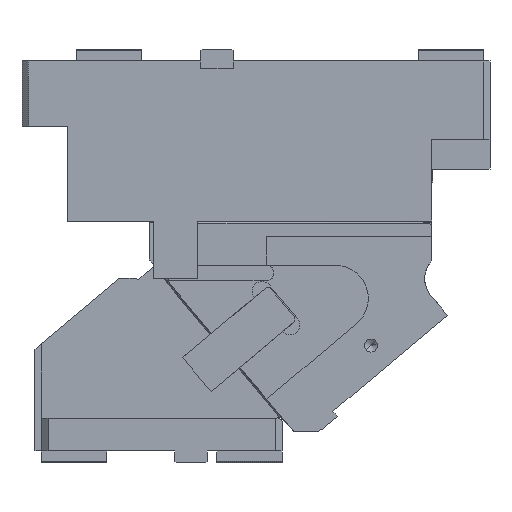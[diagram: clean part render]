
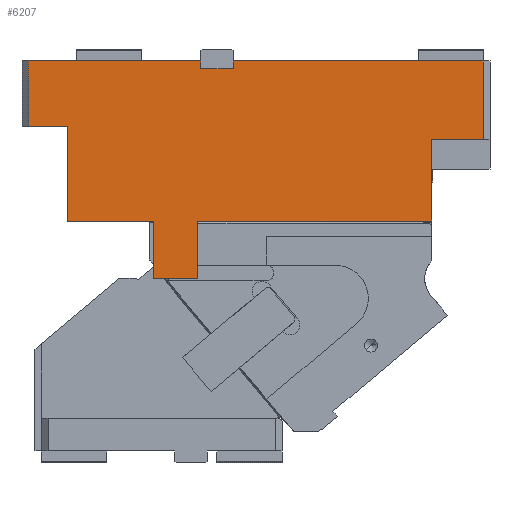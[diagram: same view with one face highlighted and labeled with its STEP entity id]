
A CAD part, front view. The second image highlights one B-rep face of the part: STEP entity #6207.
In plain terms, the highlighted planar face has unit normal (0, -1, 0).
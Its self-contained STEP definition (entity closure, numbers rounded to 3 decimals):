
#260=CARTESIAN_POINT('Vertex',(35.27,-82.5,-123.08)) ;
#265=CARTESIAN_POINT('Line Origine',(35.27,-82.5,-108.08)) ;
#269=CARTESIAN_POINT('Vertex',(35.27,-82.5,-93.08)) ;
#388=CARTESIAN_POINT('Vertex',(134.77,-82.5,-123.08)) ;
#393=CARTESIAN_POINT('Line Origine',(134.77,-82.5,-145.33)) ;
#397=CARTESIAN_POINT('Vertex',(134.77,-82.5,-167.58)) ;
#540=CARTESIAN_POINT('Line Origine',(35.135,-82.5,-93.08)) ;
#544=CARTESIAN_POINT('Vertex',(35.,-82.5,-93.08)) ;
#769=CARTESIAN_POINT('Vertex',(35.,-82.5,-50.)) ;
#772=CARTESIAN_POINT('Line Origine',(20.,-82.5,-50.)) ;
#776=CARTESIAN_POINT('Vertex',(5.,-82.5,-50.)) ;
#845=CARTESIAN_POINT('Line Origine',(5.,-82.5,-25.)) ;
#849=CARTESIAN_POINT('Vertex',(5.,-82.5,0.)) ;
#873=CARTESIAN_POINT('Vertex',(137.5,-82.5,-6.)) ;
#889=CARTESIAN_POINT('Vertex',(137.5,-82.5,0.)) ;
#892=CARTESIAN_POINT('Line Origine',(137.5,-82.5,-3.)) ;
#915=CARTESIAN_POINT('Vertex',(162.5,-82.5,0.)) ;
#929=CARTESIAN_POINT('Vertex',(162.5,-82.5,-6.)) ;
#932=CARTESIAN_POINT('Line Origine',(162.5,-82.5,-3.)) ;
#4988=CARTESIAN_POINT('Line Origine',(150.,-82.5,-6.)) ;
#5005=CARTESIAN_POINT('Line Origine',(71.25,-82.5,0.)) ;
#5062=CARTESIAN_POINT('Line Origine',(35.,-82.5,-71.54)) ;
#5137=CARTESIAN_POINT('Line Origine',(117.77,-82.5,-167.58)) ;
#5141=CARTESIAN_POINT('Vertex',(100.77,-82.5,-167.58)) ;
#5421=CARTESIAN_POINT('Line Origine',(100.77,-82.5,-145.33)) ;
#5425=CARTESIAN_POINT('Vertex',(100.77,-82.5,-123.08)) ;
#5805=CARTESIAN_POINT('Vertex',(355.,-82.5,0.)) ;
#5820=CARTESIAN_POINT('Line Origine',(258.75,-82.5,0.)) ;
#5962=CARTESIAN_POINT('Line Origine',(355.,-82.5,-30.05)) ;
#5966=CARTESIAN_POINT('Vertex',(355.,-82.5,-60.1)) ;
#6096=CARTESIAN_POINT('Vertex',(315.27,-82.5,-123.08)) ;
#6099=CARTESIAN_POINT('Line Origine',(225.02,-82.5,-123.08)) ;
#6104=CARTESIAN_POINT('Line Origine',(68.02,-82.5,-123.08)) ;
#6170=CARTESIAN_POINT('Axis2P3D Location',(0.,-82.5,0.)) ;
#6175=CARTESIAN_POINT('Line Origine',(315.27,-82.5,-91.59)) ;
#6179=CARTESIAN_POINT('Vertex',(315.27,-82.5,-60.1)) ;
#6182=CARTESIAN_POINT('Line Origine',(335.135,-82.5,-60.1)) ;
#266=DIRECTION('Vector Direction',(0.,0.,1.)) ;
#394=DIRECTION('Vector Direction',(0.,0.,1.)) ;
#541=DIRECTION('Vector Direction',(-1.,0.,0.)) ;
#773=DIRECTION('Vector Direction',(1.,0.,0.)) ;
#846=DIRECTION('Vector Direction',(0.,0.,-1.)) ;
#893=DIRECTION('Vector Direction',(0.,0.,1.)) ;
#933=DIRECTION('Vector Direction',(0.,0.,-1.)) ;
#4989=DIRECTION('Vector Direction',(1.,0.,0.)) ;
#5006=DIRECTION('Vector Direction',(1.,0.,0.)) ;
#5063=DIRECTION('Vector Direction',(0.,0.,-1.)) ;
#5138=DIRECTION('Vector Direction',(1.,0.,0.)) ;
#5422=DIRECTION('Vector Direction',(0.,0.,1.)) ;
#5821=DIRECTION('Vector Direction',(1.,0.,0.)) ;
#5963=DIRECTION('Vector Direction',(0.,0.,1.)) ;
#6100=DIRECTION('Vector Direction',(-1.,0.,0.)) ;
#6105=DIRECTION('Vector Direction',(-1.,0.,0.)) ;
#6171=DIRECTION('Axis2P3D Direction',(0.,1.,0.)) ;
#6172=DIRECTION('Axis2P3D XDirection',(0.,0.,1.)) ;
#6176=DIRECTION('Vector Direction',(0.,0.,-1.)) ;
#6183=DIRECTION('Vector Direction',(1.,0.,0.)) ;
#6173=AXIS2_PLACEMENT_3D('Plane Axis2P3D',#6170,#6171,#6172) ;
#6188=ORIENTED_EDGE('',*,*,#6103,.T.) ;
#6189=ORIENTED_EDGE('',*,*,#6181,.T.) ;
#6190=ORIENTED_EDGE('',*,*,#6186,.T.) ;
#6191=ORIENTED_EDGE('',*,*,#5968,.T.) ;
#6192=ORIENTED_EDGE('',*,*,#5824,.F.) ;
#6193=ORIENTED_EDGE('',*,*,#936,.T.) ;
#6194=ORIENTED_EDGE('',*,*,#4992,.F.) ;
#6195=ORIENTED_EDGE('',*,*,#896,.T.) ;
#6196=ORIENTED_EDGE('',*,*,#5009,.F.) ;
#6197=ORIENTED_EDGE('',*,*,#851,.T.) ;
#6198=ORIENTED_EDGE('',*,*,#778,.T.) ;
#6199=ORIENTED_EDGE('',*,*,#5066,.T.) ;
#6200=ORIENTED_EDGE('',*,*,#546,.F.) ;
#6201=ORIENTED_EDGE('',*,*,#271,.T.) ;
#6202=ORIENTED_EDGE('',*,*,#6108,.T.) ;
#6203=ORIENTED_EDGE('',*,*,#5427,.F.) ;
#6204=ORIENTED_EDGE('',*,*,#5143,.T.) ;
#6205=ORIENTED_EDGE('',*,*,#399,.T.) ;
#267=VECTOR('Line Direction',#266,1.) ;
#395=VECTOR('Line Direction',#394,1.) ;
#542=VECTOR('Line Direction',#541,1.) ;
#774=VECTOR('Line Direction',#773,1.) ;
#847=VECTOR('Line Direction',#846,1.) ;
#894=VECTOR('Line Direction',#893,1.) ;
#934=VECTOR('Line Direction',#933,1.) ;
#4990=VECTOR('Line Direction',#4989,1.) ;
#5007=VECTOR('Line Direction',#5006,1.) ;
#5064=VECTOR('Line Direction',#5063,1.) ;
#5139=VECTOR('Line Direction',#5138,1.) ;
#5423=VECTOR('Line Direction',#5422,1.) ;
#5822=VECTOR('Line Direction',#5821,1.) ;
#5964=VECTOR('Line Direction',#5963,1.) ;
#6101=VECTOR('Line Direction',#6100,1.) ;
#6106=VECTOR('Line Direction',#6105,1.) ;
#6177=VECTOR('Line Direction',#6176,1.) ;
#6184=VECTOR('Line Direction',#6183,1.) ;
#6207=ADVANCED_FACE('CAM HOLDER',(#6206),#6174,.F.) ;
#271=EDGE_CURVE('',#270,#261,#268,.F.) ;
#399=EDGE_CURVE('',#398,#389,#396,.T.) ;
#546=EDGE_CURVE('',#270,#545,#543,.T.) ;
#778=EDGE_CURVE('',#777,#770,#775,.T.) ;
#851=EDGE_CURVE('',#850,#777,#848,.T.) ;
#896=EDGE_CURVE('',#874,#890,#895,.T.) ;
#936=EDGE_CURVE('',#916,#930,#935,.T.) ;
#4992=EDGE_CURVE('',#874,#930,#4991,.T.) ;
#5009=EDGE_CURVE('',#850,#890,#5008,.T.) ;
#5066=EDGE_CURVE('',#770,#545,#5065,.T.) ;
#5143=EDGE_CURVE('',#5142,#398,#5140,.T.) ;
#5427=EDGE_CURVE('',#5142,#5426,#5424,.T.) ;
#5824=EDGE_CURVE('',#916,#5806,#5823,.T.) ;
#5968=EDGE_CURVE('',#5967,#5806,#5965,.T.) ;
#6103=EDGE_CURVE('',#389,#6097,#6102,.F.) ;
#6108=EDGE_CURVE('',#261,#5426,#6107,.F.) ;
#6181=EDGE_CURVE('',#6097,#6180,#6178,.F.) ;
#6186=EDGE_CURVE('',#6180,#5967,#6185,.T.) ;
#6187=EDGE_LOOP('',(#6188,#6189,#6190,#6191,#6192,#6193,#6194,#6195,#6196,#6197,#6198,#6199,#6200,#6201,#6202,#6203,#6204,#6205)) ;
#6206=FACE_OUTER_BOUND('',#6187,.T.) ;
#268=LINE('Line',#265,#267) ;
#396=LINE('Line',#393,#395) ;
#543=LINE('Line',#540,#542) ;
#775=LINE('Line',#772,#774) ;
#848=LINE('Line',#845,#847) ;
#895=LINE('Line',#892,#894) ;
#935=LINE('Line',#932,#934) ;
#4991=LINE('Line',#4988,#4990) ;
#5008=LINE('Line',#5005,#5007) ;
#5065=LINE('Line',#5062,#5064) ;
#5140=LINE('Line',#5137,#5139) ;
#5424=LINE('Line',#5421,#5423) ;
#5823=LINE('Line',#5820,#5822) ;
#5965=LINE('Line',#5962,#5964) ;
#6102=LINE('Line',#6099,#6101) ;
#6107=LINE('Line',#6104,#6106) ;
#6178=LINE('Line',#6175,#6177) ;
#6185=LINE('Line',#6182,#6184) ;
#6174=PLANE('Plane',#6173) ;
#261=VERTEX_POINT('',#260) ;
#270=VERTEX_POINT('',#269) ;
#389=VERTEX_POINT('',#388) ;
#398=VERTEX_POINT('',#397) ;
#545=VERTEX_POINT('',#544) ;
#770=VERTEX_POINT('',#769) ;
#777=VERTEX_POINT('',#776) ;
#850=VERTEX_POINT('',#849) ;
#874=VERTEX_POINT('',#873) ;
#890=VERTEX_POINT('',#889) ;
#916=VERTEX_POINT('',#915) ;
#930=VERTEX_POINT('',#929) ;
#5142=VERTEX_POINT('',#5141) ;
#5426=VERTEX_POINT('',#5425) ;
#5806=VERTEX_POINT('',#5805) ;
#5967=VERTEX_POINT('',#5966) ;
#6097=VERTEX_POINT('',#6096) ;
#6180=VERTEX_POINT('',#6179) ;
